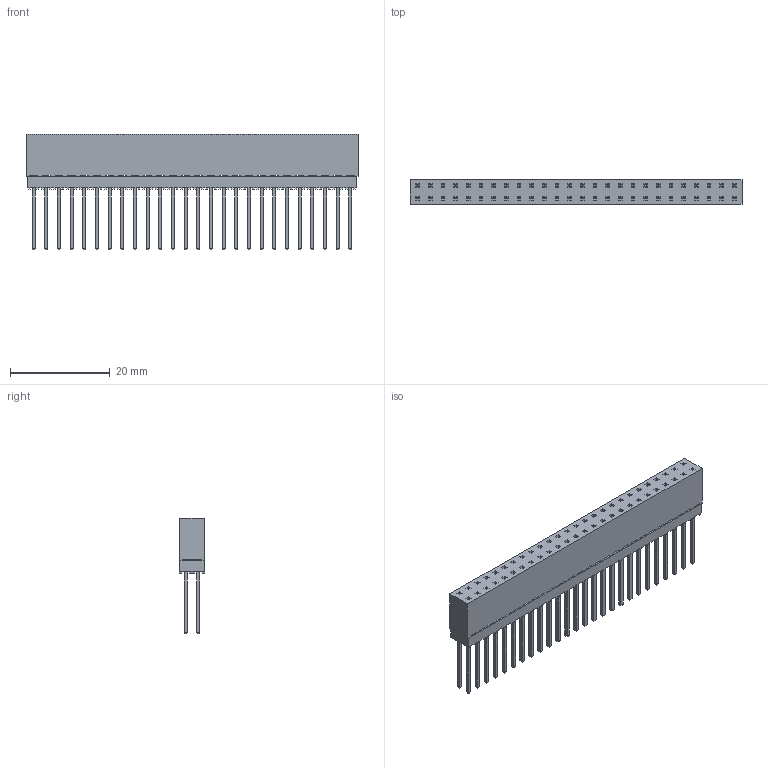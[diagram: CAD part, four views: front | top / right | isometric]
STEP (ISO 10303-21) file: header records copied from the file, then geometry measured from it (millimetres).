
FILE_DESCRIPTION(/* description */ ('Unknown'),/* implementation_level */ '2;1');
FILE_NAME(/* name */ 'ESQ-126-39-G-D',/* time_stamp */ '2023-01-13T03:52:41+02:00',/* author */ ('Unknown'),/* organization */ ('Unknown'),/* preprocessor_version */ 'ST-DEVELOPER v18.102',/* originating_system */ 'Solid Edge',/* authorisation */ 'Unknown');
FILE_SCHEMA (('AUTOMOTIVE_DESIGN {1 0 10303 214 3 1 1}'));
Products named in the file (1): ESQ-126-39-G-D
Bounding box: 66.55 x 5.08 x 23.24 mm (x, y, z)
Volume: 3567.5 mm3; surface area: 5959.5 mm2
Topology: 1 solids, 1 shells, 2410 faces, 6604 edges, 4296 vertices
Faces by surface type: plane 2358, cylinder 52
Entity records: 91830 total; most frequent: CARTESIAN_POINT 13311, ORIENTED_EDGE 13208, DIRECTION 11634, EDGE_CURVE 6604, LINE 6396, VECTOR 6396, VERTEX_POINT 4296, EDGE_LOOP 2720
